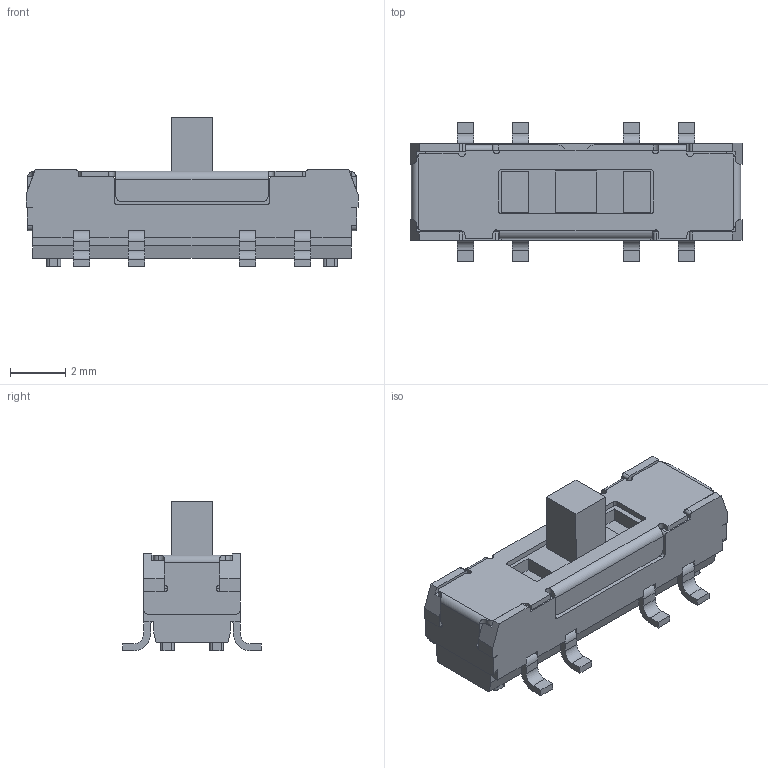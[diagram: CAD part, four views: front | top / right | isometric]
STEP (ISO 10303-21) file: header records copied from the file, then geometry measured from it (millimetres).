
FILE_DESCRIPTION(('FreeCAD Model'),'2;1');
FILE_NAME('Open CASCADE Shape Model','2026-02-22T21:15:10',('Author'),( ''),'Open CASCADE STEP processor 7.8','FreeCAD','Unknown');
FILE_SCHEMA(('AUTOMOTIVE_DESIGN { 1 0 10303 214 1 1 1 1 }'));
Length unit declared in the file: millimetre
Products named in the file (3): CL-SB-23B-01T; 23B-01_c; 3Top setting_s
Assembly tree (2 placements, depth 2):
  CL-SB-23B-01T
    23B-01_c
    3Top setting_s
Bounding box: 12 x 5 x 5.4 mm (x, y, z)
Volume: 110.3 mm3; surface area: 366.3 mm2
Topology: 2 solids, 2 shells, 365 faces, 1042 edges, 674 vertices
Faces by surface type: plane 259, cylinder 106
Full cylindrical faces by diameter (mm): 0.8 x1, 1 x1
Entity records: 13174 total; most frequent: CARTESIAN_POINT 2120, ORIENTED_EDGE 2084, DIRECTION 2004, EDGE_CURVE 1042, LINE 792, VECTOR 792, VERTEX_POINT 674, AXIS2_PLACEMENT_3D 606
